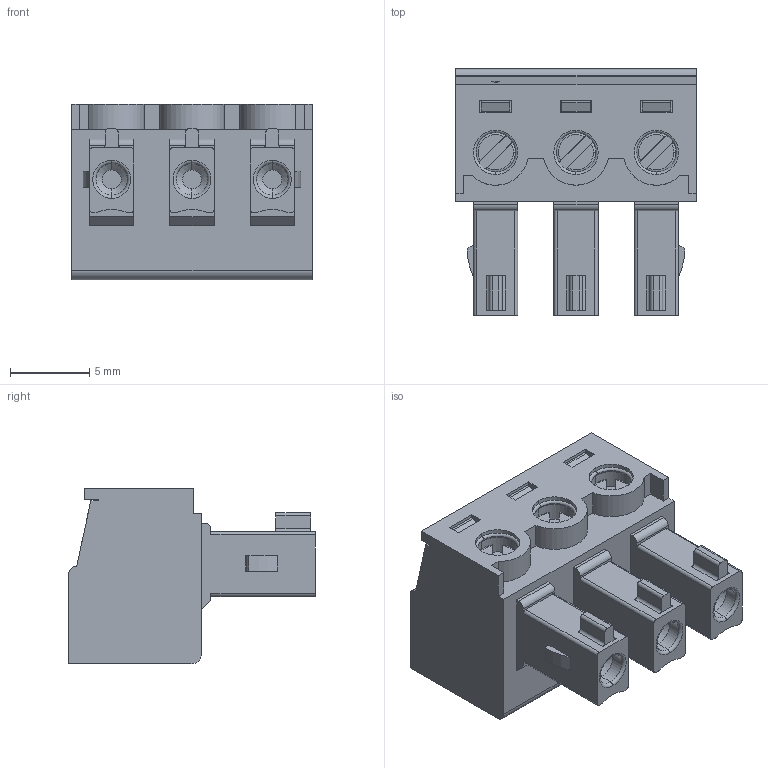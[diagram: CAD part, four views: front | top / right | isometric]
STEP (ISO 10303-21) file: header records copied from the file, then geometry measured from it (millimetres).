
FILE_DESCRIPTION (( 'STEP AP214' ), '1' );
FILE_NAME ('15EDGK-5.08-03P-14-00AH.STEP', '2021-02-04T22:58:24', ( '' ), ( '' ), 'SwSTEP 2.0', 'SolidWorks 2020', '' );
FILE_SCHEMA (( 'AUTOMOTIVE_DESIGN' ));
Length unit declared in the file: millimetre
Products named in the file (1): 15EDGK-5.08-03P-14-00AH
Bounding box: 15.24 x 15.6 x 11.1 mm (x, y, z)
Volume: 1360.8 mm3; surface area: 1560.4 mm2
Topology: 1 solids, 1 shells, 608 faces, 1593 edges, 1051 vertices
Faces by surface type: plane 350, bspline 144, cylinder 75, torus 27, cone 12
Entity records: 29648 total; most frequent: CARTESIAN_POINT 11661, ORIENTED_EDGE 3186, DIRECTION 2415, EDGE_CURVE 1593, VECTOR 1053, LINE 1053, VERTEX_POINT 1051, AXIS2_PLACEMENT_3D 681
